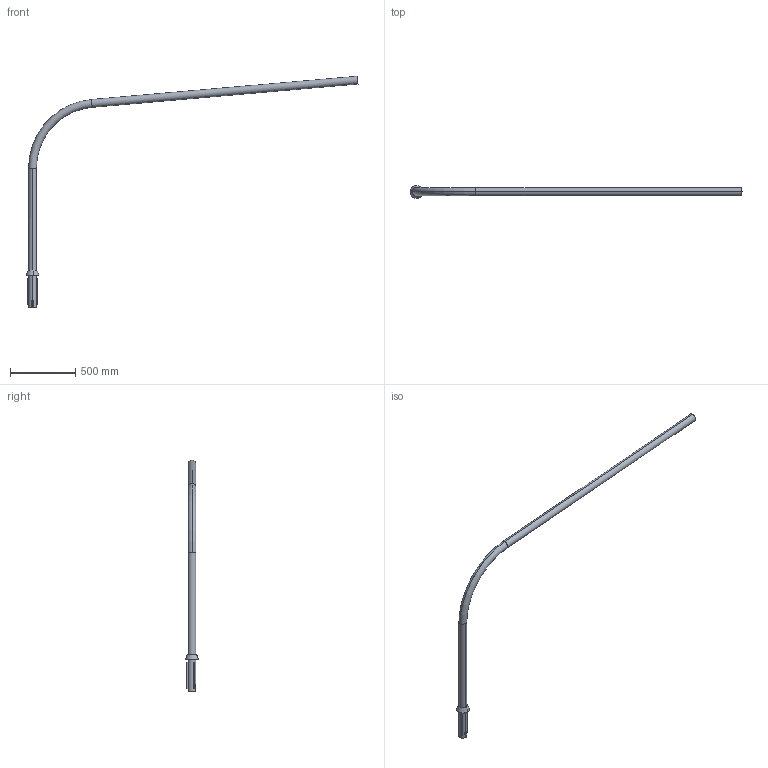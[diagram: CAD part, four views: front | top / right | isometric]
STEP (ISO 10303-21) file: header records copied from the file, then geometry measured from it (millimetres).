
FILE_DESCRIPTION (( 'STEP AP214' ), '1' );
FILE_NAME ('130420KXXX P125BO 4608241 P-OLAKEVARSI_3D.step', '2022-05-28T14:37:06', ( '' ), ( '' ), 'SwSTEP 2.0', 'SolidWorks 2021', '' );
FILE_SCHEMA (( 'AUTOMOTIVE_DESIGN' ));
Length unit declared in the file: millimetre
Products named in the file (4): 130420KXXX P125BO 4608241 P-OLAKEVARSI_3D; SOVITERENGAS OLAKEVARSI_SOVITERENGAS D60-D89; OLAKEVARREN LATTA_LATTA 3X9,5X200; P-OLAKEVARREN AIHIO_P125BO
Assembly tree (5 placements, depth 2):
  130420KXXX P125BO 4608241 P-OLAKEVARSI_3D
    P-OLAKEVARREN AIHIO_P125BO
    SOVITERENGAS OLAKEVARSI_SOVITERENGAS D60-D89
    OLAKEVARREN LATTA_LATTA 3X9,5X200  x3
Bounding box: 2552.51 x 99.77 x 1780.04 mm (x, y, z)
Volume: 2072590 mm3; surface area: 1434525.4 mm2
Topology: 5 solids, 5 shells, 64 faces, 148 edges, 92 vertices
Faces by surface type: plane 26, cylinder 20, cone 10, torus 6, bspline 2
Entity records: 2056 total; most frequent: CARTESIAN_POINT 650, DIRECTION 294, ORIENTED_EDGE 248, EDGE_CURVE 124, AXIS2_PLACEMENT_3D 118, VERTEX_POINT 76, CIRCLE 60, VECTOR 58
